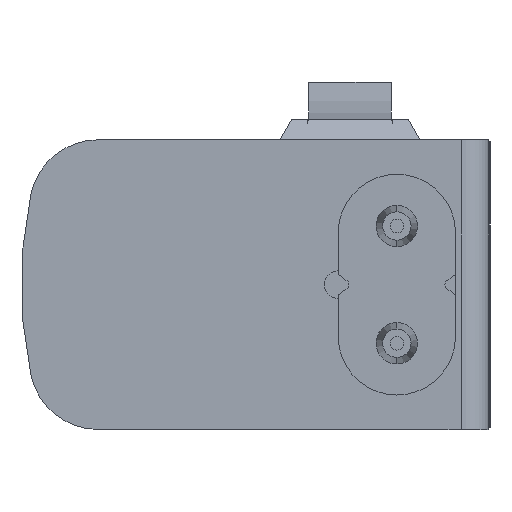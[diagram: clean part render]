
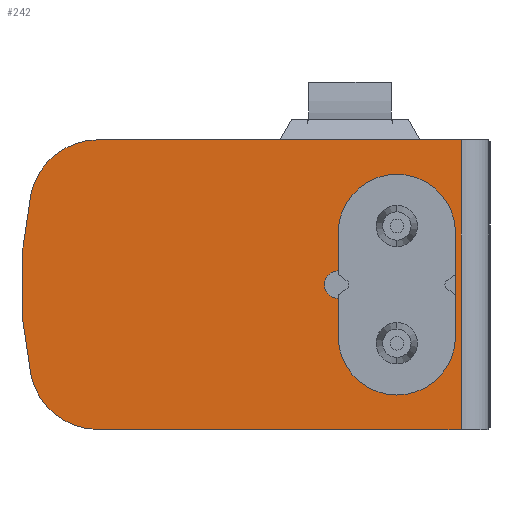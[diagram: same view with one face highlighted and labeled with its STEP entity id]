
A CAD part, left-side view. The second image highlights one B-rep face of the part: STEP entity #242.
In plain terms, the highlighted planar face has unit normal (-1, 0, 0).
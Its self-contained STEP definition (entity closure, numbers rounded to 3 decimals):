
#5 = EDGE_CURVE ( 'NONE', #945, #1641, #2231, .T. ) ;
#66 = VERTEX_POINT ( 'NONE', #101 ) ;
#77 = FACE_OUTER_BOUND ( 'NONE', #3296, .T. ) ;
#83 = EDGE_CURVE ( 'NONE', #2685, #2990, #2151, .T. ) ;
#101 = CARTESIAN_POINT ( 'NONE',  ( -156., 2.1, 10.5 ) ) ;
#128 = DIRECTION ( 'NONE',  ( 0., 0., -1. ) ) ;
#201 = ORIENTED_EDGE ( 'NONE', *, *, #202, .F. ) ;
#202 = EDGE_CURVE ( 'NONE', #945, #1569, #1841, .T. ) ;
#212 = EDGE_CURVE ( 'NONE', #1269, #703, #1139, .T. ) ;
#225 = CIRCLE ( 'NONE', #1992, 5. ) ;
#242 = ADVANCED_FACE ( 'NONE', ( #677, #77 ), #3004, .T. ) ;
#245 = CARTESIAN_POINT ( 'NONE',  ( -156., 2.5, 3.75 ) ) ;
#283 = CARTESIAN_POINT ( 'NONE',  ( -156., 28.387, 5.5 ) ) ;
#295 = DIRECTION ( 'NONE',  ( 1., 0., 0. ) ) ;
#338 = AXIS2_PLACEMENT_3D ( 'NONE', #2162, #1861, #1388 ) ;
#458 = CIRCLE ( 'NONE', #1731, 1. ) ;
#503 = DIRECTION ( 'NONE',  ( -1., 0., 0. ) ) ;
#572 = DIRECTION ( 'NONE',  ( -1., 0., 0. ) ) ;
#574 = CARTESIAN_POINT ( 'NONE',  ( -156., 6.75, -3.75 ) ) ;
#581 = DIRECTION ( 'NONE',  ( -1., 0., 0. ) ) ;
#594 = LINE ( 'NONE', #2256, #1877 ) ;
#599 = EDGE_CURVE ( 'NONE', #1641, #1240, #225, .T. ) ;
#631 = LINE ( 'NONE', #2594, #1910 ) ;
#677 = FACE_BOUND ( 'NONE', #1687, .T. ) ;
#697 = CIRCLE ( 'NONE', #1548, 4.25 ) ;
#703 = VERTEX_POINT ( 'NONE', #2814 ) ;
#745 = AXIS2_PLACEMENT_3D ( 'NONE', #1940, #2236, #845 ) ;
#778 = DIRECTION ( 'NONE',  ( 0., 0., -1. ) ) ;
#796 = VERTEX_POINT ( 'NONE', #1453 ) ;
#804 = DIRECTION ( 'NONE',  ( 0., 0., 1. ) ) ;
#845 = DIRECTION ( 'NONE',  ( 0., 0., -1. ) ) ;
#854 = DIRECTION ( 'NONE',  ( 0., 0., -1. ) ) ;
#865 = ORIENTED_EDGE ( 'NONE', *, *, #2186, .F. ) ;
#901 = LINE ( 'NONE', #2647, #2962 ) ;
#945 = VERTEX_POINT ( 'NONE', #2509 ) ;
#960 = ORIENTED_EDGE ( 'NONE', *, *, #1493, .T. ) ;
#1067 = VERTEX_POINT ( 'NONE', #245 ) ;
#1075 = VERTEX_POINT ( 'NONE', #1772 ) ;
#1082 = DIRECTION ( 'NONE',  ( 0., 0., 1. ) ) ;
#1123 = CARTESIAN_POINT ( 'NONE',  ( -156., 28.387, 10.5 ) ) ;
#1139 = CIRCLE ( 'NONE', #338, 4.25 ) ;
#1148 = CARTESIAN_POINT ( 'NONE',  ( -156., 11., -3.75 ) ) ;
#1172 = EDGE_CURVE ( 'NONE', #2990, #1067, #594, .T. ) ;
#1199 = DIRECTION ( 'NONE',  ( 0., 0., -1. ) ) ;
#1240 = VERTEX_POINT ( 'NONE', #3287 ) ;
#1251 = VECTOR ( 'NONE', #1550, 1000. ) ;
#1262 = ORIENTED_EDGE ( 'NONE', *, *, #212, .F. ) ;
#1269 = VERTEX_POINT ( 'NONE', #3040 ) ;
#1284 = ORIENTED_EDGE ( 'NONE', *, *, #599, .T. ) ;
#1296 = CARTESIAN_POINT ( 'NONE',  ( -156., 11., -3.75 ) ) ;
#1304 = CARTESIAN_POINT ( 'NONE',  ( -156., 0., 10.5 ) ) ;
#1340 = VECTOR ( 'NONE', #128, 1000. ) ;
#1367 = AXIS2_PLACEMENT_3D ( 'NONE', #1764, #1727, #1199 ) ;
#1371 = EDGE_CURVE ( 'NONE', #703, #1946, #631, .T. ) ;
#1388 = DIRECTION ( 'NONE',  ( 0., 0., 1. ) ) ;
#1439 = EDGE_CURVE ( 'NONE', #1946, #1075, #458, .T. ) ;
#1453 = CARTESIAN_POINT ( 'NONE',  ( -156., 2.1, -10.5 ) ) ;
#1463 = ORIENTED_EDGE ( 'NONE', *, *, #1172, .F. ) ;
#1493 = EDGE_CURVE ( 'NONE', #796, #66, #901, .T. ) ;
#1548 = AXIS2_PLACEMENT_3D ( 'NONE', #2034, #503, #2297 ) ;
#1550 = DIRECTION ( 'NONE',  ( 0., 1., 0. ) ) ;
#1569 = VERTEX_POINT ( 'NONE', #1123 ) ;
#1610 = AXIS2_PLACEMENT_3D ( 'NONE', #574, #581, #804 ) ;
#1641 = VERTEX_POINT ( 'NONE', #2178 ) ;
#1642 = CARTESIAN_POINT ( 'NONE',  ( -156., 11., 1. ) ) ;
#1687 = EDGE_LOOP ( 'NONE', ( #1949, #2441, #1262, #865, #1463, #2026, #3184 ) ) ;
#1727 = DIRECTION ( 'NONE',  ( -1., 0., 0. ) ) ;
#1731 = AXIS2_PLACEMENT_3D ( 'NONE', #2098, #572, #2356 ) ;
#1764 = CARTESIAN_POINT ( 'NONE',  ( -156., 0., 0. ) ) ;
#1772 = CARTESIAN_POINT ( 'NONE',  ( -156., 11., -1. ) ) ;
#1822 = VECTOR ( 'NONE', #2070, 1000. ) ;
#1841 = CIRCLE ( 'NONE', #3166, 5. ) ;
#1861 = DIRECTION ( 'NONE',  ( -1., 0., 0. ) ) ;
#1877 = VECTOR ( 'NONE', #1978, 1000. ) ;
#1910 = VECTOR ( 'NONE', #778, 1000. ) ;
#1936 = LINE ( 'NONE', #2565, #1251 ) ;
#1940 = CARTESIAN_POINT ( 'NONE',  ( -156., 4., 0. ) ) ;
#1946 = VERTEX_POINT ( 'NONE', #1642 ) ;
#1949 = ORIENTED_EDGE ( 'NONE', *, *, #1439, .F. ) ;
#1978 = DIRECTION ( 'NONE',  ( 0., 0., 1. ) ) ;
#1992 = AXIS2_PLACEMENT_3D ( 'NONE', #2923, #2674, #854 ) ;
#2004 = EDGE_CURVE ( 'NONE', #1075, #2685, #3322, .T. ) ;
#2026 = ORIENTED_EDGE ( 'NONE', *, *, #83, .F. ) ;
#2034 = CARTESIAN_POINT ( 'NONE',  ( -156., 6.75, 3.75 ) ) ;
#2070 = DIRECTION ( 'NONE',  ( 0., 1., 0. ) ) ;
#2098 = CARTESIAN_POINT ( 'NONE',  ( -156., 11., 0. ) ) ;
#2151 = CIRCLE ( 'NONE', #1610, 4.25 ) ;
#2162 = CARTESIAN_POINT ( 'NONE',  ( -156., 6.75, 3.75 ) ) ;
#2178 = CARTESIAN_POINT ( 'NONE',  ( -156., 33.265, -6.6 ) ) ;
#2186 = EDGE_CURVE ( 'NONE', #1067, #1269, #697, .T. ) ;
#2207 = ORIENTED_EDGE ( 'NONE', *, *, #5, .T. ) ;
#2231 = CIRCLE ( 'NONE', #745, 30. ) ;
#2236 = DIRECTION ( 'NONE',  ( -1., 0., 0. ) ) ;
#2256 = CARTESIAN_POINT ( 'NONE',  ( -156., 2.5, -3.75 ) ) ;
#2297 = DIRECTION ( 'NONE',  ( 0., 0., 1. ) ) ;
#2356 = DIRECTION ( 'NONE',  ( 0., 0., 1. ) ) ;
#2422 = EDGE_CURVE ( 'NONE', #796, #1240, #1936, .T. ) ;
#2441 = ORIENTED_EDGE ( 'NONE', *, *, #1371, .F. ) ;
#2449 = ORIENTED_EDGE ( 'NONE', *, *, #2422, .F. ) ;
#2509 = CARTESIAN_POINT ( 'NONE',  ( -156., 33.265, 6.6 ) ) ;
#2565 = CARTESIAN_POINT ( 'NONE',  ( -156., 0., -10.5 ) ) ;
#2594 = CARTESIAN_POINT ( 'NONE',  ( -156., 11., -3.75 ) ) ;
#2608 = DIRECTION ( 'NONE',  ( 0., 0., -1. ) ) ;
#2647 = CARTESIAN_POINT ( 'NONE',  ( -156., 2.1, 10.5 ) ) ;
#2674 = DIRECTION ( 'NONE',  ( -1., 0., 0. ) ) ;
#2685 = VERTEX_POINT ( 'NONE', #1296 ) ;
#2794 = EDGE_CURVE ( 'NONE', #66, #1569, #3025, .T. ) ;
#2800 = CARTESIAN_POINT ( 'NONE',  ( -156., 2.5, -3.75 ) ) ;
#2814 = CARTESIAN_POINT ( 'NONE',  ( -156., 11., 3.75 ) ) ;
#2923 = CARTESIAN_POINT ( 'NONE',  ( -156., 28.387, -5.5 ) ) ;
#2962 = VECTOR ( 'NONE', #1082, 1000. ) ;
#2990 = VERTEX_POINT ( 'NONE', #2800 ) ;
#3004 = PLANE ( 'NONE',  #1367 ) ;
#3025 = LINE ( 'NONE', #1304, #1822 ) ;
#3040 = CARTESIAN_POINT ( 'NONE',  ( -156., 6.75, 8. ) ) ;
#3166 = AXIS2_PLACEMENT_3D ( 'NONE', #283, #295, #2608 ) ;
#3184 = ORIENTED_EDGE ( 'NONE', *, *, #2004, .F. ) ;
#3185 = ORIENTED_EDGE ( 'NONE', *, *, #2794, .T. ) ;
#3287 = CARTESIAN_POINT ( 'NONE',  ( -156., 28.387, -10.5 ) ) ;
#3296 = EDGE_LOOP ( 'NONE', ( #2449, #960, #3185, #201, #2207, #1284 ) ) ;
#3322 = LINE ( 'NONE', #1148, #1340 ) ;
